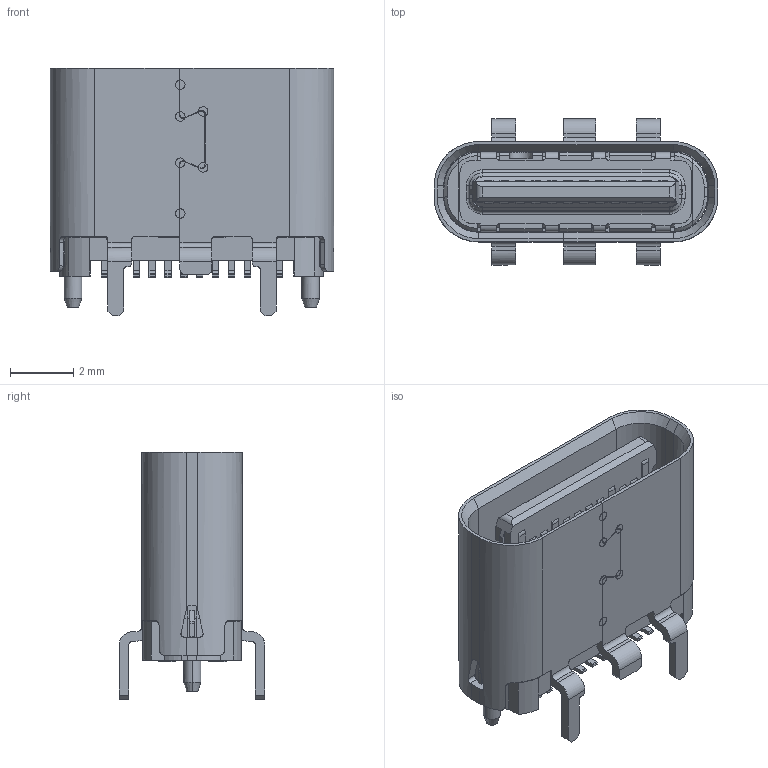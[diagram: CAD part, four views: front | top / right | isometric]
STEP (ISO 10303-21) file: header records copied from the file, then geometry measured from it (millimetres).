
FILE_DESCRIPTION (( 'STEP AP214' ), '1' );
FILE_NAME ('12402032E202A.STEP', '2024-09-29T11:17:33', ( '' ), ( '' ), 'SwSTEP 2.0', 'SolidWorks 2016', '' );
FILE_SCHEMA (( 'AUTOMOTIVE_DESIGN' ));
Length unit declared in the file: millimetre
Products named in the file (1): 12402032E202A
Bounding box: 8.94 x 4.6 x 7.8 mm (x, y, z)
Volume: 94.8 mm3; surface area: 501.2 mm2
Topology: 1 solids, 7 shells, 1149 faces, 3233 edges, 2122 vertices
Faces by surface type: plane 796, cylinder 300, cone 38, bspline 15
Entity records: 38319 total; most frequent: CARTESIAN_POINT 9337, ORIENTED_EDGE 6466, DIRECTION 5326, EDGE_CURVE 3233, VECTOR 2292, LINE 2292, VERTEX_POINT 2122, AXIS2_PLACEMENT_3D 1517
